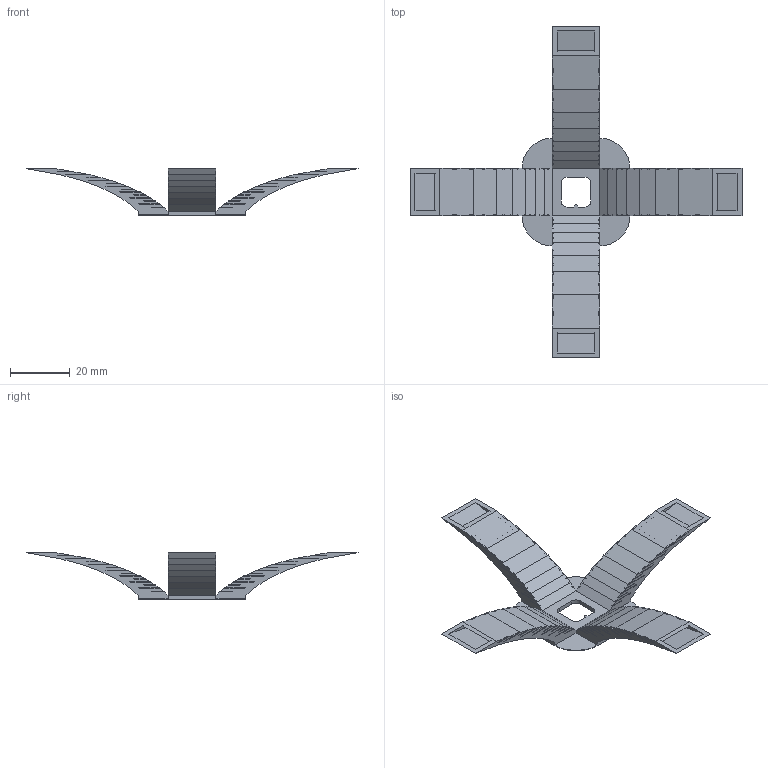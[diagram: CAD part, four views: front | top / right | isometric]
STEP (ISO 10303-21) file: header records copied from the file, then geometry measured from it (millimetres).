
FILE_DESCRIPTION(/* description */ (''),/* implementation_level */ '2;1');
FILE_NAME(/* name */ 'bear_overhang_big_50-80.step',/* time_stamp */ '2020-10-18T16:57:33+02:00',/* author */ (''),/* organization */ (''),/* preprocessor_version */ 'ST-DEVELOPER v18.1',/* originating_system */ 'Autodesk Translation Framework v9.3.0.1241',/* authorisation */ '');
FILE_SCHEMA (('AUTOMOTIVE_DESIGN { 1 0 10303 214 3 1 1 }'));
Length unit declared in the file: millimetre
Products named in the file (2): bear_overhang_big_50-80; bear_overhang_big_50-80_1
Assembly tree (1 placements, depth 2):
  bear_overhang_big_50-80
    bear_overhang_big_50-80_1
Bounding box: 111.07 x 111.07 x 15.6 mm (x, y, z)
Volume: 5439.2 mm3; surface area: 14166.4 mm2
Topology: 1 solids, 1 shells, 577 faces, 1649 edges, 1078 vertices
Faces by surface type: plane 569, cylinder 8
Entity records: 18404 total; most frequent: CARTESIAN_POINT 3307, ORIENTED_EDGE 3298, DIRECTION 2825, EDGE_CURVE 1649, LINE 1633, VECTOR 1633, VERTEX_POINT 1078, AXIS2_PLACEMENT_3D 596
